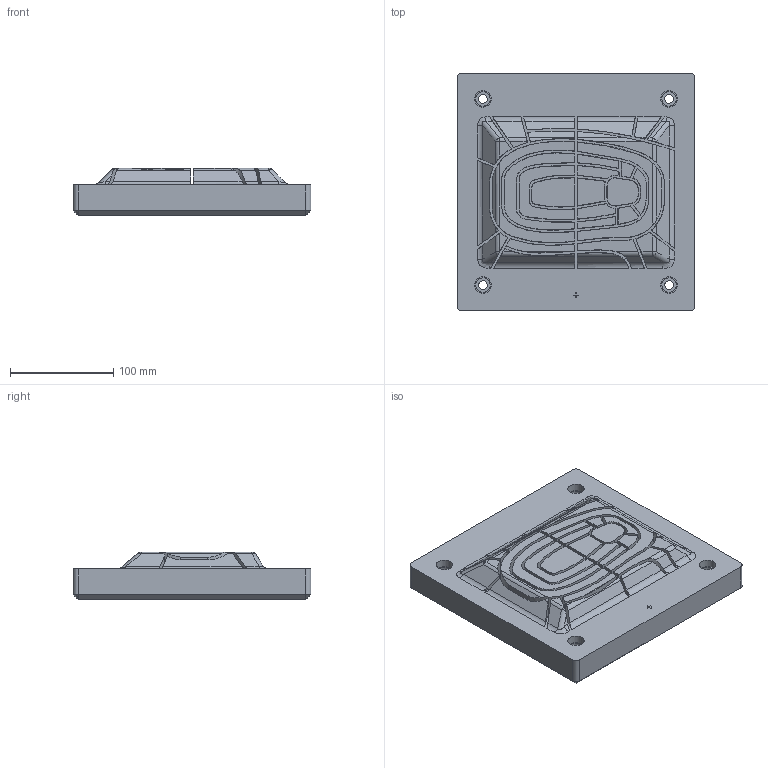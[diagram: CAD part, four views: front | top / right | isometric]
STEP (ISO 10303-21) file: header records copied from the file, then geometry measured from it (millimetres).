
FILE_DESCRIPTION(('CATIA V5 STEP Exchange'),'2;1');
FILE_NAME('IRTG_reference_Structure_Tool__20170317.stp','2017-03-17T15:24:15+00:00',('none'),('none'),'CATIA Version 5-6 Release 2014','CATIA V5 STEP AP203','none');
FILE_SCHEMA(('CONFIG_CONTROL_DESIGN'));
Length unit declared in the file: millimetre
Products named in the file (1): IRTG_reference_Structure_Tool_noRibs
Bounding box: 230 x 230 x 46 mm (x, y, z)
Volume: 1827262.7 mm3; surface area: 192282.7 mm2
Topology: 1 solids, 1 shells, 312 faces, 792 edges, 516 vertices
Faces by surface type: plane 149, cylinder 70, bspline 57, cone 32, sphere 4
Entity records: 14890 total; most frequent: CARTESIAN_POINT 8188, ORIENTED_EDGE 1576, DIRECTION 954, EDGE_CURVE 788, VERTEX_POINT 516, VECTOR 368, LINE 368, EDGE_LOOP 358
